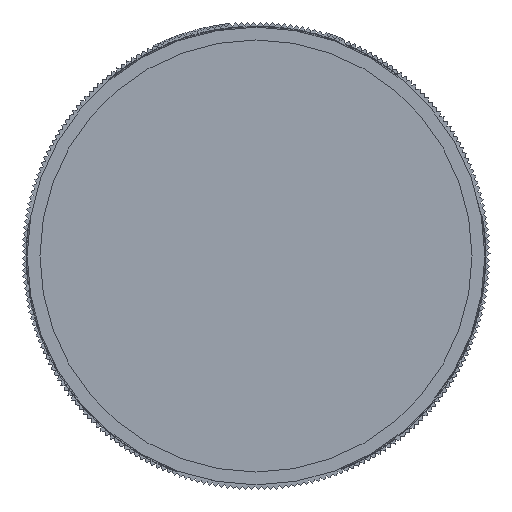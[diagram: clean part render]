
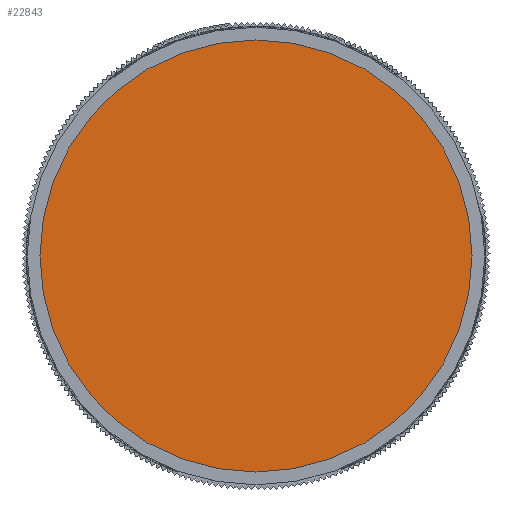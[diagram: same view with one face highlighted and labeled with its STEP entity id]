
A CAD part, left-side view. The second image highlights one B-rep face of the part: STEP entity #22843.
In plain terms, the highlighted planar face has unit normal (-1, 0, 0).
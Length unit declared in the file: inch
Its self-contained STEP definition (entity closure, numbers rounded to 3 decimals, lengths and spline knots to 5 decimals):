
#2821 = EDGE_CURVE ( 'NONE', #10224, #34840, #10673, .T. ) ;
#3450 = DIRECTION ( 'NONE',  ( 0., 0., 1. ) ) ;
#4128 = CARTESIAN_POINT ( 'NONE',  ( -2.6378, 0., 0. ) ) ;
#7547 = DIRECTION ( 'NONE',  ( 0., 0., -1. ) ) ;
#8712 = AXIS2_PLACEMENT_3D ( 'NONE', #10160, #23852, #3450 ) ;
#9385 = AXIS2_PLACEMENT_3D ( 'NONE', #4128, #27918, #7547 ) ;
#10160 = CARTESIAN_POINT ( 'NONE',  ( -2.6378, 0.47244, 0. ) ) ;
#10224 = VERTEX_POINT ( 'NONE', #33210 ) ;
#10673 = CIRCLE ( 'NONE', #9385, 0.94488 ) ;
#19406 = FACE_OUTER_BOUND ( 'NONE', #32966, .T. ) ;
#20144 = DIRECTION ( 'NONE',  ( 1., 0., 0. ) ) ;
#20430 = PLANE ( 'NONE',  #8712 ) ;
#20934 = ORIENTED_EDGE ( 'NONE', *, *, #2821, .F. ) ;
#22843 = ADVANCED_FACE ( 'NONE', ( #19406 ), #20430, .T. ) ;
#23852 = DIRECTION ( 'NONE',  ( -1., 0., 0. ) ) ;
#24475 = CIRCLE ( 'NONE', #32467, 0.94488 ) ;
#25595 = CARTESIAN_POINT ( 'NONE',  ( -2.6378, 0., -0.94488 ) ) ;
#26080 = EDGE_CURVE ( 'NONE', #34840, #10224, #24475, .T. ) ;
#26770 = ORIENTED_EDGE ( 'NONE', *, *, #26080, .F. ) ;
#27918 = DIRECTION ( 'NONE',  ( 1., 0., 0. ) ) ;
#32467 = AXIS2_PLACEMENT_3D ( 'NONE', #40434, #20144, #43856 ) ;
#32966 = EDGE_LOOP ( 'NONE', ( #26770, #20934 ) ) ;
#33210 = CARTESIAN_POINT ( 'NONE',  ( -2.6378, 0., 0.94488 ) ) ;
#34840 = VERTEX_POINT ( 'NONE', #25595 ) ;
#40434 = CARTESIAN_POINT ( 'NONE',  ( -2.6378, 0., 0. ) ) ;
#43856 = DIRECTION ( 'NONE',  ( 0., 0., -1. ) ) ;
